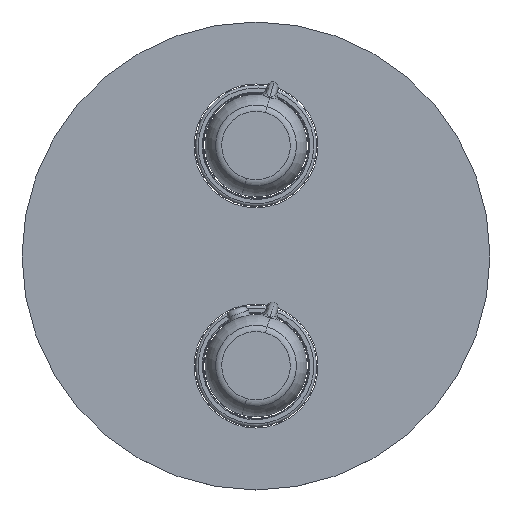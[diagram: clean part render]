
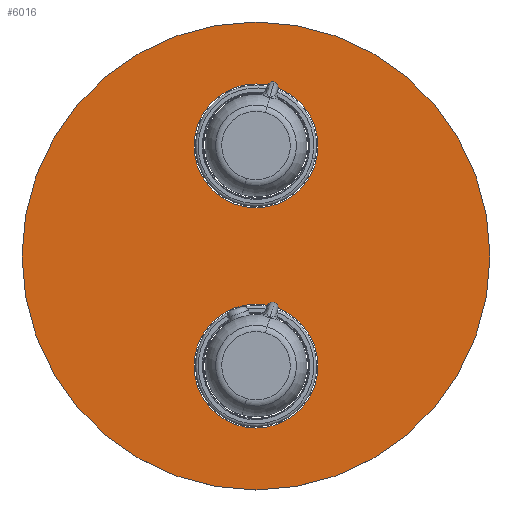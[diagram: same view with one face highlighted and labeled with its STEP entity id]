
A CAD part, top view. The second image highlights one B-rep face of the part: STEP entity #6016.
In plain terms, the highlighted planar face has unit normal (0, 0, 1).
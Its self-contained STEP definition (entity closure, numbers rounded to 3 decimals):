
#50 = AXIS2_PLACEMENT_3D ( 'NONE', #7520, #25778, #21482 ) ;
#434 = FACE_BOUND ( 'NONE', #21913, .T. ) ;
#445 = CARTESIAN_POINT ( 'NONE',  ( -22.5, 40., 3. ) ) ;
#953 = CIRCLE ( 'NONE', #23341, 22.5 ) ;
#1583 = CARTESIAN_POINT ( 'NONE',  ( 85., 0., 3. ) ) ;
#1648 = DIRECTION ( 'NONE',  ( 0., 0., 1. ) ) ;
#1734 = DIRECTION ( 'NONE',  ( 1., 0., 0. ) ) ;
#2328 = ORIENTED_EDGE ( 'NONE', *, *, #25305, .F. ) ;
#2855 = DIRECTION ( 'NONE',  ( 0., 0., 1. ) ) ;
#3104 = CARTESIAN_POINT ( 'NONE',  ( 0., -40., 3. ) ) ;
#4117 = DIRECTION ( 'NONE',  ( 1., 0., 0. ) ) ;
#4282 = CARTESIAN_POINT ( 'NONE',  ( 0., 0., 3. ) ) ;
#4402 = VERTEX_POINT ( 'NONE', #7954 ) ;
#4598 = EDGE_LOOP ( 'NONE', ( #14165, #7395 ) ) ;
#5601 = DIRECTION ( 'NONE',  ( 1., 0., 0. ) ) ;
#6016 = ADVANCED_FACE ( 'NONE', ( #19757, #14776, #434 ), #23865, .T. ) ;
#6643 = CIRCLE ( 'NONE', #14751, 22.5 ) ;
#7036 = DIRECTION ( 'NONE',  ( 1., 0., 0. ) ) ;
#7395 = ORIENTED_EDGE ( 'NONE', *, *, #16841, .T. ) ;
#7464 = AXIS2_PLACEMENT_3D ( 'NONE', #4282, #18132, #4117 ) ;
#7520 = CARTESIAN_POINT ( 'NONE',  ( 0., 0., 3. ) ) ;
#7954 = CARTESIAN_POINT ( 'NONE',  ( 22.5, 40., 3. ) ) ;
#9275 = EDGE_LOOP ( 'NONE', ( #15321, #11674 ) ) ;
#9447 = VERTEX_POINT ( 'NONE', #445 ) ;
#9483 = DIRECTION ( 'NONE',  ( 0., 0., 1. ) ) ;
#9889 = VERTEX_POINT ( 'NONE', #17179 ) ;
#9908 = CARTESIAN_POINT ( 'NONE',  ( 0., 40., 3. ) ) ;
#10052 = CARTESIAN_POINT ( 'NONE',  ( 0., 0., 3. ) ) ;
#10565 = ORIENTED_EDGE ( 'NONE', *, *, #20224, .F. ) ;
#11674 = ORIENTED_EDGE ( 'NONE', *, *, #19872, .F. ) ;
#11800 = CARTESIAN_POINT ( 'NONE',  ( 22.5, -40., 3. ) ) ;
#12712 = CIRCLE ( 'NONE', #20034, 22.5 ) ;
#12910 = VERTEX_POINT ( 'NONE', #11800 ) ;
#13686 = DIRECTION ( 'NONE',  ( 1., 0., 0. ) ) ;
#14156 = VERTEX_POINT ( 'NONE', #1583 ) ;
#14165 = ORIENTED_EDGE ( 'NONE', *, *, #19210, .T. ) ;
#14751 = AXIS2_PLACEMENT_3D ( 'NONE', #9908, #1648, #1734 ) ;
#14776 = FACE_OUTER_BOUND ( 'NONE', #4598, .T. ) ;
#14878 = AXIS2_PLACEMENT_3D ( 'NONE', #3104, #2855, #7036 ) ;
#15321 = ORIENTED_EDGE ( 'NONE', *, *, #23863, .F. ) ;
#16135 = CIRCLE ( 'NONE', #14878, 22.5 ) ;
#16596 = CARTESIAN_POINT ( 'NONE',  ( -22.5, -40., 3. ) ) ;
#16841 = EDGE_CURVE ( 'NONE', #14156, #9889, #25151, .T. ) ;
#17179 = CARTESIAN_POINT ( 'NONE',  ( -85., 0., 3. ) ) ;
#18132 = DIRECTION ( 'NONE',  ( 0., 0., 1. ) ) ;
#18993 = VERTEX_POINT ( 'NONE', #16596 ) ;
#19210 = EDGE_CURVE ( 'NONE', #9889, #14156, #23698, .T. ) ;
#19367 = CARTESIAN_POINT ( 'NONE',  ( 0., 40., 3. ) ) ;
#19555 = AXIS2_PLACEMENT_3D ( 'NONE', #10052, #24319, #24058 ) ;
#19757 = FACE_BOUND ( 'NONE', #9275, .T. ) ;
#19872 = EDGE_CURVE ( 'NONE', #4402, #9447, #12712, .T. ) ;
#20034 = AXIS2_PLACEMENT_3D ( 'NONE', #19367, #9483, #13686 ) ;
#20224 = EDGE_CURVE ( 'NONE', #12910, #18993, #16135, .T. ) ;
#21456 = CARTESIAN_POINT ( 'NONE',  ( 0., -40., 3. ) ) ;
#21482 = DIRECTION ( 'NONE',  ( 1., 0., 0. ) ) ;
#21913 = EDGE_LOOP ( 'NONE', ( #2328, #10565 ) ) ;
#23341 = AXIS2_PLACEMENT_3D ( 'NONE', #21456, #25669, #5601 ) ;
#23698 = CIRCLE ( 'NONE', #19555, 85. ) ;
#23863 = EDGE_CURVE ( 'NONE', #9447, #4402, #6643, .T. ) ;
#23865 = PLANE ( 'NONE',  #50 ) ;
#24058 = DIRECTION ( 'NONE',  ( 1., 0., 0. ) ) ;
#24319 = DIRECTION ( 'NONE',  ( 0., 0., 1. ) ) ;
#25151 = CIRCLE ( 'NONE', #7464, 85. ) ;
#25305 = EDGE_CURVE ( 'NONE', #18993, #12910, #953, .T. ) ;
#25669 = DIRECTION ( 'NONE',  ( 0., 0., 1. ) ) ;
#25778 = DIRECTION ( 'NONE',  ( 0., 0., 1. ) ) ;
